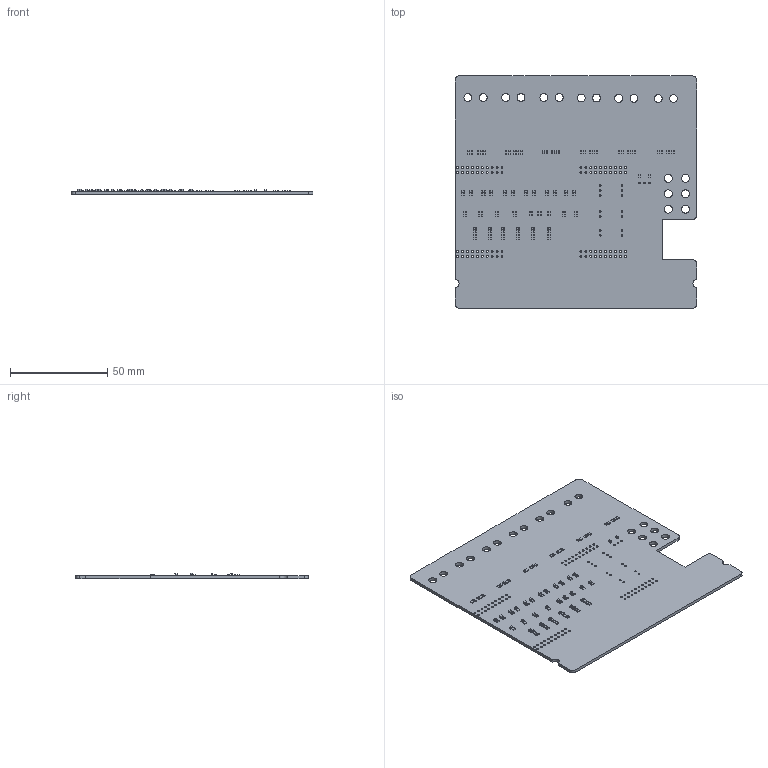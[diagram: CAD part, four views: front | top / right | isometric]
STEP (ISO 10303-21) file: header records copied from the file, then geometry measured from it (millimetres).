
FILE_DESCRIPTION(('KiCad electronic assembly'),'2;1');
FILE_NAME('ScienceMotorController.step','2020-11-26T11:32:59',( 'An Author'),('A Company'),'Open CASCADE STEP processor 6.9', 'KiCad to STEP converter','Unknown');
FILE_SCHEMA(('AUTOMOTIVE_DESIGN { 1 0 10303 214 1 1 1 1 }'));
Length unit declared in the file: millimetre
Products named in the file (10): Open CASCADE STEP translator 6.9 1; D_0603_1608Metric; SOLID; C_0603_1608Metric; R_0603_1608Metric; LED_0603_1608Metric; COMPOUND
Assembly tree (103 placements, depth 3):
  Open CASCADE STEP translator 6.9 1
    D_0603_1608Metric  x6
      SOLID
    C_0603_1608Metric  x8
      SOLID
    R_0603_1608Metric  x63
      SOLID
    LED_0603_1608Metric  x21
      SOLID
    COMPOUND
Bounding box: 124.46 x 119.63 x 2.75 mm (x, y, z)
Volume: 22775.7 mm3; surface area: 30599.4 mm2
Topology: 99 solids, 99 shells, 3297 faces, 8748 edges, 5692 vertices
Faces by surface type: plane 2322, cylinder 975
Full cylindrical faces by diameter (mm): 0.889 x3, 0.9 x14, 1 x80, 4.06 x12, 4.104 x6
Entity records: 23318 total; most frequent: CARTESIAN_POINT 4134, DIRECTION 3542, LINE 1816, VECTOR 1816, ORIENTED_EDGE 1656, PCURVE 1656, DEFINITIONAL_REPRESENTATION 1656, EDGE_CURVE 828
